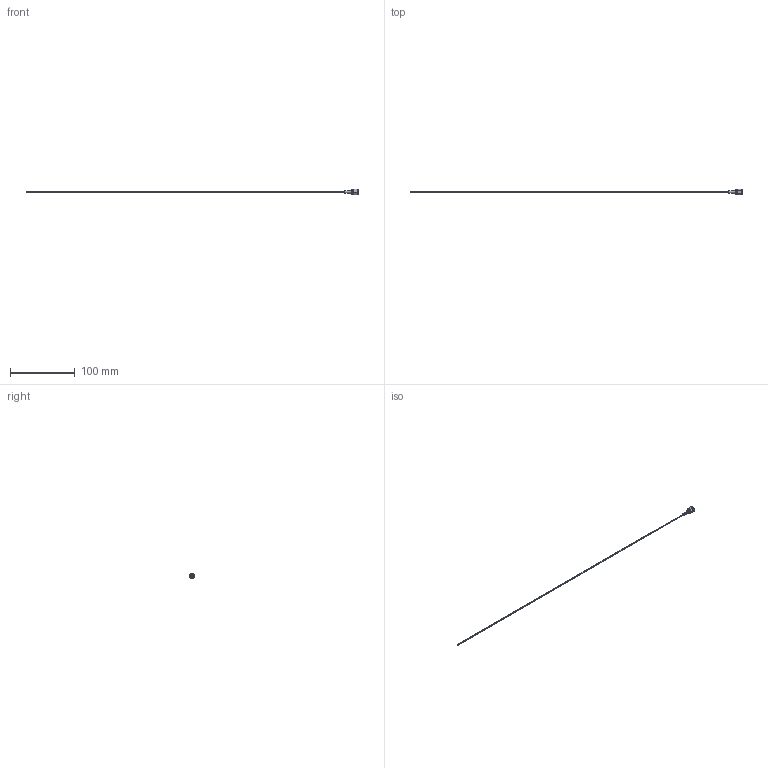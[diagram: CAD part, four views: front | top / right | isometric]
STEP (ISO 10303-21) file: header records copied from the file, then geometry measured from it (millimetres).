
FILE_DESCRIPTION (( 'STEP AP214' ), '1' );
FILE_NAME ('380-SMA-MX-500-S.STEP', '2016-10-04T09:24:45', ( 'allectra' ), ( 'Microsoft' ), 'SwSTEP 2.0', 'SolidWorks 2014', '' );
FILE_SCHEMA (( 'AUTOMOTIVE_DESIGN' ));
Length unit declared in the file: millimetre
Products named in the file (10): 9245-CON-SMA-S-3; 9245-CON-SMA-S-2; 9245-CON-SMA-S-1; 380-SMA-MX-500-S; 9311-KAP50-S_500mm; 245-CON-SMA-S; 9311-KAP50-S
Assembly tree (5 placements, depth 3):
  9245-CON-SMA-S-3
  9245-CON-SMA-S-2
  9245-CON-SMA-S-1
  380-SMA-MX-500-S
    245-CON-SMA-S
      9245-CON-SMA-S-1
      9245-CON-SMA-S-2
      9245-CON-SMA-S-3
    9311-KAP50-S_500mm
  9311-KAP50-S
Bounding box: 513.9 x 9.11 x 8 mm (x, y, z)
Volume: 1108.2 mm3; surface area: 2834.9 mm2
Topology: 4 solids, 4 shells, 91 faces, 202 edges, 125 vertices
Faces by surface type: cylinder 36, plane 29, cone 26
Entity records: 3095 total; most frequent: CARTESIAN_POINT 686, DIRECTION 458, ORIENTED_EDGE 400, EDGE_CURVE 200, AXIS2_PLACEMENT_3D 197, VERTEX_POINT 125, EDGE_LOOP 105, CIRCLE 96
